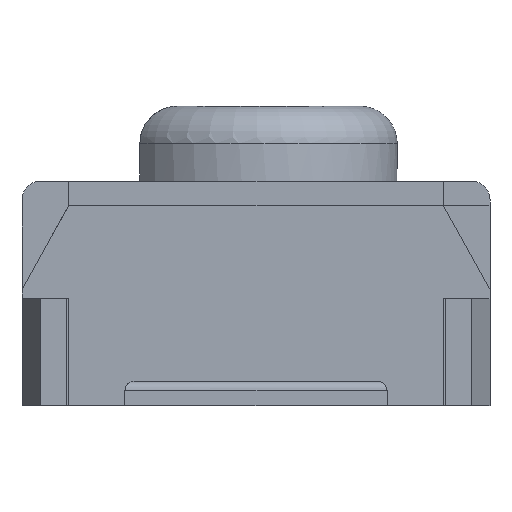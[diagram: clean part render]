
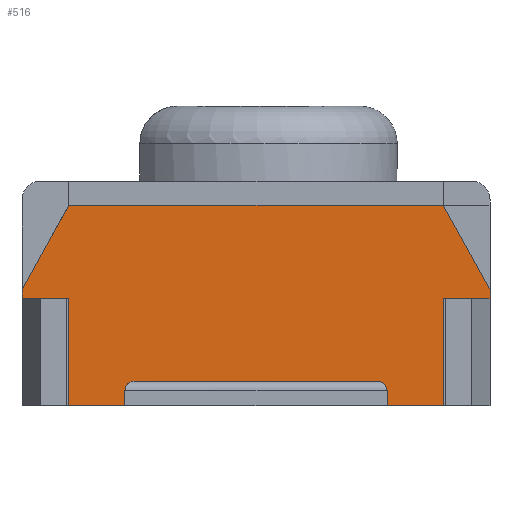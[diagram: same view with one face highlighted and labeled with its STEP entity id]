
A CAD part, left-side view. The second image highlights one B-rep face of the part: STEP entity #516.
In plain terms, the highlighted planar face has unit normal (-1, 0, 0).
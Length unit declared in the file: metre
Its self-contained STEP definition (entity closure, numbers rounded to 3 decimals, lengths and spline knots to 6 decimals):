
#436 = EDGE_CURVE( '', #1228, #1229, #1230, .T. );
#442 = EDGE_CURVE( '', #1240, #1241, #1242, .T. );
#516 = ADVANCED_FACE( '', ( #1370 ), #1371, .F. );
#564 = EDGE_CURVE( '', #1447, #1448, #1449, .T. );
#630 = EDGE_CURVE( '', #1447, #1229, #1551, .T. );
#664 = EDGE_CURVE( '', #1240, #1295, #1602, .T. );
#768 = EDGE_CURVE( '', #1756, #1228, #1757, .T. );
#798 = EDGE_CURVE( '', #1301, #1793, #1794, .T. );
#922 = EDGE_CURVE( '', #1448, #1793, #1954, .T. );
#1018 = EDGE_CURVE( '', #1301, #1295, #2068, .T. );
#1130 = EDGE_CURVE( '', #1241, #1756, #2197, .T. );
#1228 = VERTEX_POINT( '', #2299 );
#1229 = VERTEX_POINT( '', #2300 );
#1230 = LINE( '', #2301, #2302 );
#1240 = VERTEX_POINT( '', #2317 );
#1241 = VERTEX_POINT( '', #2318 );
#1242 = LINE( '', #2319, #2320 );
#1295 = VERTEX_POINT( '', #2391 );
#1301 = VERTEX_POINT( '', #2401 );
#1370 = FACE_OUTER_BOUND( '', #2492, .T. );
#1371 = PLANE( '', #2493 );
#1447 = VERTEX_POINT( '', #2600 );
#1448 = VERTEX_POINT( '', #2601 );
#1449 = LINE( '', #2602, #2603 );
#1551 = LINE( '', #2755, #2756 );
#1602 = LINE( '', #2832, #2833 );
#1756 = VERTEX_POINT( '', #3052 );
#1757 = LINE( '', #3053, #3054 );
#1793 = VERTEX_POINT( '', #3125 );
#1794 = LINE( '', #3126, #3127 );
#1954 = LINE( '', #3394, #3395 );
#2068 = LINE( '', #3574, #3575 );
#2197 = LINE( '', #3778, #3779 );
#2299 = CARTESIAN_POINT( '', ( -0.0015, -0.001006, 0. ) );
#2300 = CARTESIAN_POINT( '', ( -0.0015, 0.000994, 0. ) );
#2301 = CARTESIAN_POINT( '', ( -0.0015, 0.001244, 0. ) );
#2302 = VECTOR( '', #3881, 1. );
#2317 = CARTESIAN_POINT( '', ( -0.0015, -0.001256, 0.000621 ) );
#2318 = CARTESIAN_POINT( '', ( -0.0015, -0.001256, 0.000573 ) );
#2319 = CARTESIAN_POINT( '', ( -0.0015, -0.001256, 0.001071 ) );
#2320 = VECTOR( '', #3884, 1. );
#2391 = CARTESIAN_POINT( '', ( -0.0015, -0.001006, 0.001071 ) );
#2401 = CARTESIAN_POINT( '', ( -0.0015, 0.000994, 0.001071 ) );
#2492 = EDGE_LOOP( '', ( #4027, #4028, #4029, #4030, #4031, #4032, #4033, #4034, #4035, #4036 ) );
#2493 = AXIS2_PLACEMENT_3D( '', #4037, #4038, #4039 );
#2600 = CARTESIAN_POINT( '', ( -0.0015, 0.000994, 0.000573 ) );
#2601 = CARTESIAN_POINT( '', ( -0.0015, 0.001244, 0.000573 ) );
#2602 = CARTESIAN_POINT( '', ( -0.0015, -0.001256, 0.000573 ) );
#2603 = VECTOR( '', #4123, 1. );
#2755 = CARTESIAN_POINT( '', ( -0.0015, 0.000994, 0.000573 ) );
#2756 = VECTOR( '', #4243, 1. );
#2832 = CARTESIAN_POINT( '', ( -0.0015, -0.001006, 0.001071 ) );
#2833 = VECTOR( '', #4303, 1. );
#3052 = CARTESIAN_POINT( '', ( -0.0015, -0.001006, 0.000573 ) );
#3053 = CARTESIAN_POINT( '', ( -0.0015, -0.001006, 0.001071 ) );
#3054 = VECTOR( '', #4499, 1. );
#3125 = CARTESIAN_POINT( '', ( -0.0015, 0.001244, 0.000621 ) );
#3126 = CARTESIAN_POINT( '', ( -0.0015, 0.000994, 0.001071 ) );
#3127 = VECTOR( '', #4524, 1. );
#3394 = CARTESIAN_POINT( '', ( -0.0015, 0.001244, 0.001071 ) );
#3395 = VECTOR( '', #4701, 1. );
#3574 = CARTESIAN_POINT( '', ( -0.0015, -0.001256, 0.001071 ) );
#3575 = VECTOR( '', #4861, 1. );
#3778 = CARTESIAN_POINT( '', ( -0.0015, -0.001256, 0.000573 ) );
#3779 = VECTOR( '', #5062, 1. );
#3881 = DIRECTION( '', ( 0., 1., 0. ) );
#3884 = DIRECTION( '', ( 0., 0., -1. ) );
#4027 = ORIENTED_EDGE( '', *, *, #630, .T. );
#4028 = ORIENTED_EDGE( '', *, *, #436, .F. );
#4029 = ORIENTED_EDGE( '', *, *, #768, .F. );
#4030 = ORIENTED_EDGE( '', *, *, #1130, .F. );
#4031 = ORIENTED_EDGE( '', *, *, #442, .F. );
#4032 = ORIENTED_EDGE( '', *, *, #664, .T. );
#4033 = ORIENTED_EDGE( '', *, *, #1018, .F. );
#4034 = ORIENTED_EDGE( '', *, *, #798, .T. );
#4035 = ORIENTED_EDGE( '', *, *, #922, .F. );
#4036 = ORIENTED_EDGE( '', *, *, #564, .F. );
#4037 = CARTESIAN_POINT( '', ( -0.0015, -0.001256, 0.001071 ) );
#4038 = DIRECTION( '', ( 1., 0., 0. ) );
#4039 = DIRECTION( '', ( 0., 1., 0. ) );
#4123 = DIRECTION( '', ( 0., 1., 0. ) );
#4243 = DIRECTION( '', ( 0., 0., -1. ) );
#4303 = DIRECTION( '', ( 0., 0.486, 0.874 ) );
#4499 = DIRECTION( '', ( 0., 0., -1. ) );
#4524 = DIRECTION( '', ( 0., 0.486, -0.874 ) );
#4701 = DIRECTION( '', ( 0., 0., 1. ) );
#4861 = DIRECTION( '', ( 0., -1., 0. ) );
#5062 = DIRECTION( '', ( 0., 1., 0. ) );
